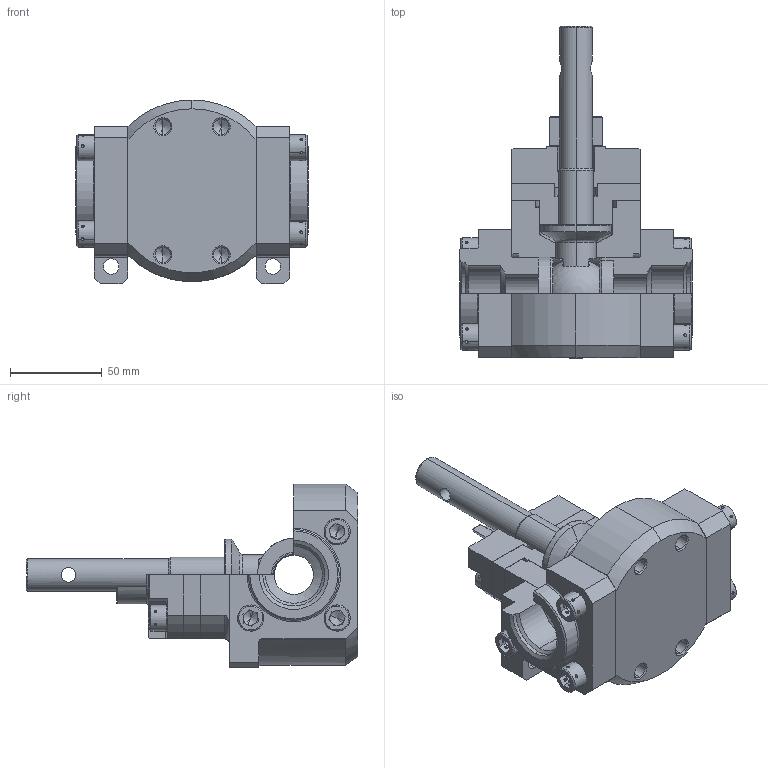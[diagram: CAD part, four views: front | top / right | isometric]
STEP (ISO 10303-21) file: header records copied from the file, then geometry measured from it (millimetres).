
FILE_DESCRIPTION (( 'STEP AP203' ), '1' );
FILE_NAME ('090350016 0.STEP', '2015-08-14T15:48:06', ( '' ), ( '' ), 'SwSTEP 2.0', 'SolidWorks 2016', '' );
FILE_SCHEMA (( 'CONFIG_CONTROL_DESIGN' ));
Length unit declared in the file: inch
Products named in the file (11): 090351601 0; 090351600 0; 090350016 0; NAS1351N6H20; 090351604 0; 090351606 0; 090351602 0; 090351605 0; 090351603 0
Assembly tree (17 placements, depth 2):
  090350016 0
    090351600 0
    090351601 0
    090351601 0
    090351602 0  x2
    090351603 0
    090351604 0
    090351605 0
    090351606 0
    NAS1351N6H20  x8
  NAS1351N6H20
Bounding box: 127 x 180.97 x 100.33 mm (x, y, z)
Volume: 570773.8 mm3; surface area: 135499.5 mm2
Topology: 17 solids, 17 shells, 745 faces, 1883 edges, 1142 vertices
Faces by surface type: cylinder 286, plane 225, cone 161, torus 71, sphere 2
Entity records: 15428 total; most frequent: CARTESIAN_POINT 2949, DIRECTION 2510, ORIENTED_EDGE 2234, EDGE_CURVE 1117, AXIS2_PLACEMENT_3D 986, VERTEX_POINT 699, VECTOR 538, LINE 538
